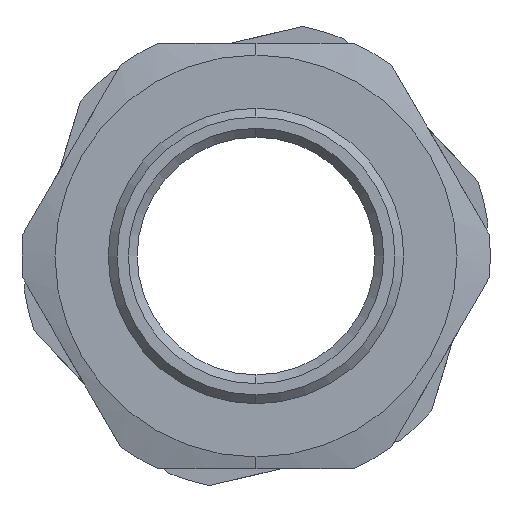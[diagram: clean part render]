
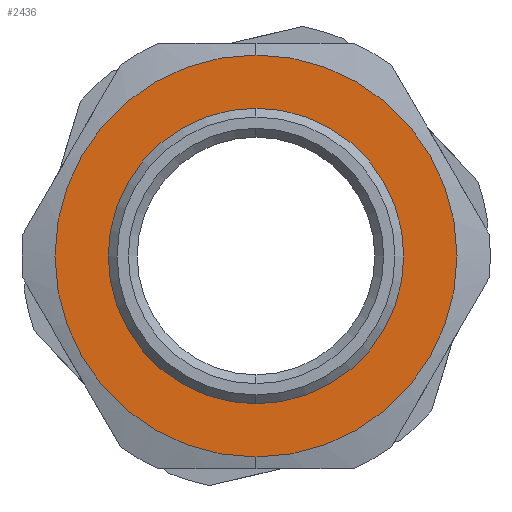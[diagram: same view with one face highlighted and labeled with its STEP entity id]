
A CAD part, left-side view. The second image highlights one B-rep face of the part: STEP entity #2436.
In plain terms, the highlighted planar face has unit normal (-1, 0, 0).
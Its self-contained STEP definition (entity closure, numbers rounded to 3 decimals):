
#54 = DIRECTION ( 'NONE',  ( 1., 0., 0. ) ) ;
#141 = DIRECTION ( 'NONE',  ( 1., 0., 0. ) ) ;
#224 = EDGE_CURVE ( 'NONE', #2631, #2814, #2614, .T. ) ;
#316 = EDGE_CURVE ( 'NONE', #1657, #2396, #1410, .T. ) ;
#408 = ORIENTED_EDGE ( 'NONE', *, *, #2549, .T. ) ;
#457 = FACE_OUTER_BOUND ( 'NONE', #929, .T. ) ;
#582 = DIRECTION ( 'NONE',  ( 0., 0., -1. ) ) ;
#638 = CARTESIAN_POINT ( 'NONE',  ( 15.3, 0., 12.5 ) ) ;
#691 = CARTESIAN_POINT ( 'NONE',  ( 15.3, 0., 0. ) ) ;
#882 = DIRECTION ( 'NONE',  ( 1., 0., 0. ) ) ;
#929 = EDGE_LOOP ( 'NONE', ( #2463, #2102 ) ) ;
#1190 = DIRECTION ( 'NONE',  ( 0., 0., -1. ) ) ;
#1216 = DIRECTION ( 'NONE',  ( 1., 0., 0. ) ) ;
#1253 = AXIS2_PLACEMENT_3D ( 'NONE', #2082, #54, #1190 ) ;
#1405 = DIRECTION ( 'NONE',  ( 0., 0., -1. ) ) ;
#1410 = CIRCLE ( 'NONE', #2087, 12.5 ) ;
#1502 = EDGE_LOOP ( 'NONE', ( #408, #2729 ) ) ;
#1533 = CARTESIAN_POINT ( 'NONE',  ( 15.3, 0., 17. ) ) ;
#1595 = CIRCLE ( 'NONE', #1253, 17. ) ;
#1602 = CARTESIAN_POINT ( 'NONE',  ( 15.3, 0., -12.5 ) ) ;
#1657 = VERTEX_POINT ( 'NONE', #638 ) ;
#1729 = DIRECTION ( 'NONE',  ( 0., 0., -1. ) ) ;
#1867 = AXIS2_PLACEMENT_3D ( 'NONE', #2122, #1216, #582 ) ;
#1921 = EDGE_CURVE ( 'NONE', #2814, #2631, #1595, .T. ) ;
#1926 = CARTESIAN_POINT ( 'NONE',  ( 15.3, 0., -17. ) ) ;
#1941 = FACE_BOUND ( 'NONE', #1502, .T. ) ;
#2014 = AXIS2_PLACEMENT_3D ( 'NONE', #2858, #141, #1729 ) ;
#2082 = CARTESIAN_POINT ( 'NONE',  ( 15.3, 0., 0. ) ) ;
#2087 = AXIS2_PLACEMENT_3D ( 'NONE', #2744, #2287, #1405 ) ;
#2102 = ORIENTED_EDGE ( 'NONE', *, *, #1921, .F. ) ;
#2122 = CARTESIAN_POINT ( 'NONE',  ( 15.3, 12.5, 0. ) ) ;
#2280 = DIRECTION ( 'NONE',  ( 0., 0., -1. ) ) ;
#2287 = DIRECTION ( 'NONE',  ( 1., 0., 0. ) ) ;
#2385 = PLANE ( 'NONE',  #1867 ) ;
#2396 = VERTEX_POINT ( 'NONE', #1602 ) ;
#2436 = ADVANCED_FACE ( 'NONE', ( #457, #1941 ), #2385, .F. ) ;
#2463 = ORIENTED_EDGE ( 'NONE', *, *, #224, .F. ) ;
#2549 = EDGE_CURVE ( 'NONE', #2396, #1657, #2719, .T. ) ;
#2602 = AXIS2_PLACEMENT_3D ( 'NONE', #691, #882, #2280 ) ;
#2614 = CIRCLE ( 'NONE', #2602, 17. ) ;
#2631 = VERTEX_POINT ( 'NONE', #1926 ) ;
#2719 = CIRCLE ( 'NONE', #2014, 12.5 ) ;
#2729 = ORIENTED_EDGE ( 'NONE', *, *, #316, .T. ) ;
#2744 = CARTESIAN_POINT ( 'NONE',  ( 15.3, 0., 0. ) ) ;
#2814 = VERTEX_POINT ( 'NONE', #1533 ) ;
#2858 = CARTESIAN_POINT ( 'NONE',  ( 15.3, 0., 0. ) ) ;
